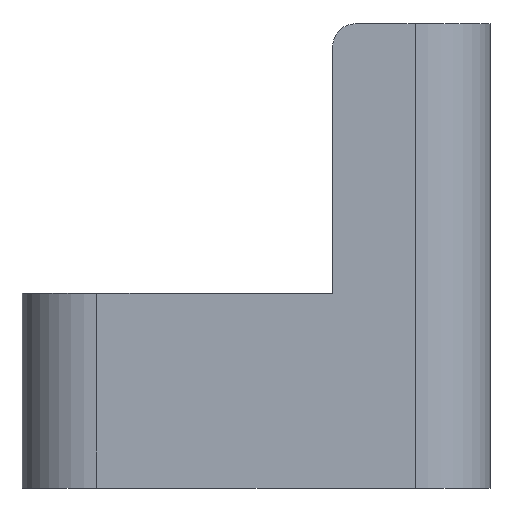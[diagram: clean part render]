
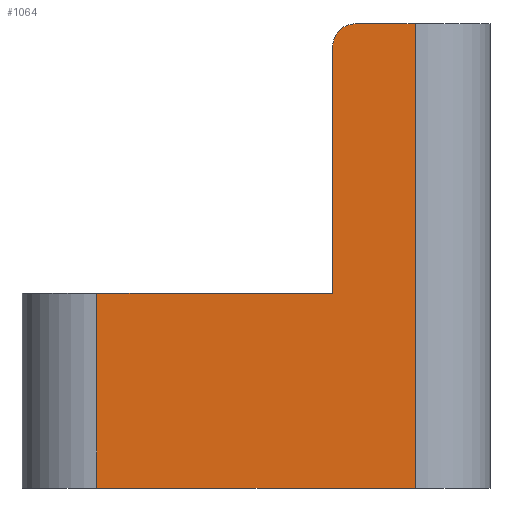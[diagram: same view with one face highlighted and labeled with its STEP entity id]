
A CAD part, left-side view. The second image highlights one B-rep face of the part: STEP entity #1064.
In plain terms, the highlighted planar face has unit normal (-1, 0, 0).
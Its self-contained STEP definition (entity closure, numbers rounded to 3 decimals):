
#13 = ORIENTED_EDGE ( 'NONE', *, *, #1388, .F. ) ;
#35 = CARTESIAN_POINT ( 'NONE',  ( -14.097, -1.511, 7.874 ) ) ;
#40 = CARTESIAN_POINT ( 'NONE',  ( -14.097, 0.521, 7.112 ) ) ;
#41 = VERTEX_POINT ( 'NONE', #1247 ) ;
#84 = ORIENTED_EDGE ( 'NONE', *, *, #219, .T. ) ;
#89 = VERTEX_POINT ( 'NONE', #609 ) ;
#104 = DIRECTION ( 'NONE',  ( 0., -1., 0. ) ) ;
#120 = VERTEX_POINT ( 'NONE', #488 ) ;
#143 = VERTEX_POINT ( 'NONE', #852 ) ;
#165 = LINE ( 'NONE', #719, #1054 ) ;
#171 = DIRECTION ( 'NONE',  ( -1., 0., 0. ) ) ;
#191 = CIRCLE ( 'NONE', #633, 0.762 ) ;
#205 = CARTESIAN_POINT ( 'NONE',  ( -14.097, 9.284, -7.874 ) ) ;
#219 = EDGE_CURVE ( 'NONE', #41, #995, #1086, .T. ) ;
#304 = DIRECTION ( 'NONE',  ( 0., -1., 0. ) ) ;
#312 = ORIENTED_EDGE ( 'NONE', *, *, #700, .F. ) ;
#394 = ORIENTED_EDGE ( 'NONE', *, *, #811, .F. ) ;
#398 = CARTESIAN_POINT ( 'NONE',  ( -14.097, -1.511, -7.874 ) ) ;
#413 = ORIENTED_EDGE ( 'NONE', *, *, #814, .T. ) ;
#488 = CARTESIAN_POINT ( 'NONE',  ( -14.097, 0.521, 7.874 ) ) ;
#552 = EDGE_CURVE ( 'NONE', #120, #971, #191, .T. ) ;
#575 = DIRECTION ( 'NONE',  ( -1., 0., 0. ) ) ;
#599 = DIRECTION ( 'NONE',  ( 0., -1., 0. ) ) ;
#609 = CARTESIAN_POINT ( 'NONE',  ( -14.097, -1.511, 7.874 ) ) ;
#633 = AXIS2_PLACEMENT_3D ( 'NONE', #40, #575, #599 ) ;
#635 = CARTESIAN_POINT ( 'NONE',  ( -14.097, -1.511, -7.874 ) ) ;
#655 = VERTEX_POINT ( 'NONE', #945 ) ;
#700 = EDGE_CURVE ( 'NONE', #143, #655, #165, .T. ) ;
#719 = CARTESIAN_POINT ( 'NONE',  ( -14.097, -1.511, -1.27 ) ) ;
#751 = VECTOR ( 'NONE', #825, 1000. ) ;
#777 = VECTOR ( 'NONE', #1215, 1000. ) ;
#801 = VECTOR ( 'NONE', #1091, 1000. ) ;
#811 = EDGE_CURVE ( 'NONE', #41, #143, #983, .T. ) ;
#814 = EDGE_CURVE ( 'NONE', #995, #89, #1420, .T. ) ;
#825 = DIRECTION ( 'NONE',  ( 0., 0., 1. ) ) ;
#833 = CARTESIAN_POINT ( 'NONE',  ( -14.097, 1.283, -7.874 ) ) ;
#851 = DIRECTION ( 'NONE',  ( 0., 0., 1. ) ) ;
#852 = CARTESIAN_POINT ( 'NONE',  ( -14.097, 9.284, -1.27 ) ) ;
#867 = VECTOR ( 'NONE', #104, 1000. ) ;
#876 = CARTESIAN_POINT ( 'NONE',  ( -14.097, -1.511, -7.874 ) ) ;
#941 = CARTESIAN_POINT ( 'NONE',  ( -14.097, -1.511, -7.874 ) ) ;
#945 = CARTESIAN_POINT ( 'NONE',  ( -14.097, 1.283, -1.27 ) ) ;
#966 = AXIS2_PLACEMENT_3D ( 'NONE', #398, #171, #851 ) ;
#971 = VERTEX_POINT ( 'NONE', #1132 ) ;
#983 = LINE ( 'NONE', #205, #801 ) ;
#995 = VERTEX_POINT ( 'NONE', #941 ) ;
#1013 = EDGE_CURVE ( 'NONE', #120, #89, #1383, .T. ) ;
#1044 = LINE ( 'NONE', #833, #751 ) ;
#1054 = VECTOR ( 'NONE', #304, 1000. ) ;
#1064 = ADVANCED_FACE ( 'NONE', ( #1390 ), #1280, .T. ) ;
#1074 = ORIENTED_EDGE ( 'NONE', *, *, #1013, .F. ) ;
#1086 = LINE ( 'NONE', #635, #867 ) ;
#1091 = DIRECTION ( 'NONE',  ( 0., 0., 1. ) ) ;
#1132 = CARTESIAN_POINT ( 'NONE',  ( -14.097, 1.283, 7.112 ) ) ;
#1141 = ORIENTED_EDGE ( 'NONE', *, *, #552, .T. ) ;
#1154 = DIRECTION ( 'NONE',  ( 0., -1., 0. ) ) ;
#1215 = DIRECTION ( 'NONE',  ( 0., 0., 1. ) ) ;
#1247 = CARTESIAN_POINT ( 'NONE',  ( -14.097, 9.284, -7.874 ) ) ;
#1280 = PLANE ( 'NONE',  #966 ) ;
#1356 = EDGE_LOOP ( 'NONE', ( #1074, #1141, #13, #312, #394, #84, #413 ) ) ;
#1383 = LINE ( 'NONE', #35, #1426 ) ;
#1388 = EDGE_CURVE ( 'NONE', #655, #971, #1044, .T. ) ;
#1390 = FACE_OUTER_BOUND ( 'NONE', #1356, .T. ) ;
#1420 = LINE ( 'NONE', #876, #777 ) ;
#1426 = VECTOR ( 'NONE', #1154, 1000. ) ;
